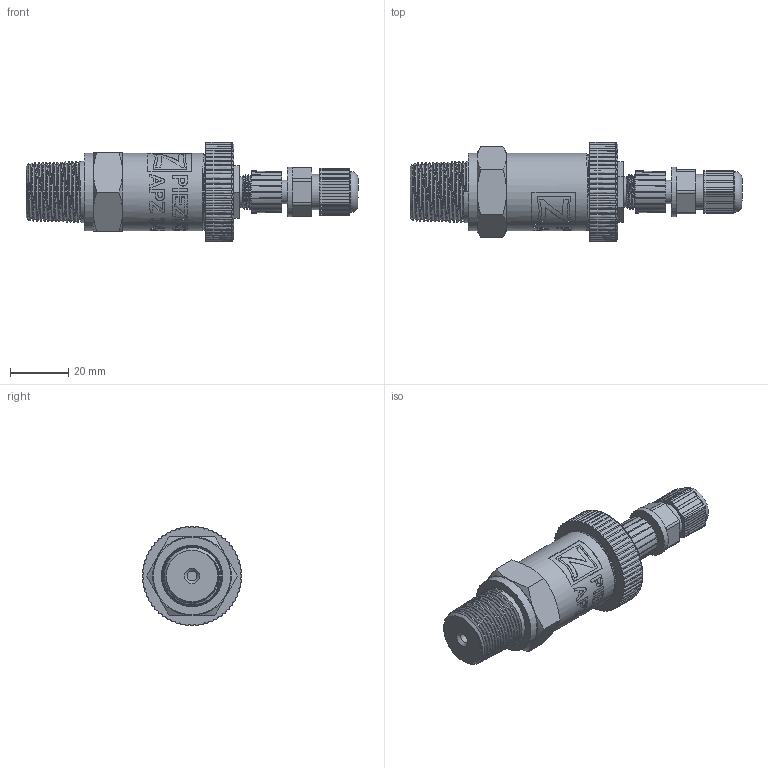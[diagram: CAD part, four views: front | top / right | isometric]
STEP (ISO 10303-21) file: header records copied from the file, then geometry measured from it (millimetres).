
FILE_DESCRIPTION(/* description */ (''),/* implementation_level */ '2;1');
FILE_NAME(/* name */ 'APZ3421_1''2NPT_M12x1-straight.step',/* time_stamp */ '2021-06-23T10:55:36+03:00',/* author */ (''),/* organization */ (''),/* preprocessor_version */ 'ST-DEVELOPER v18.1',/* originating_system */ 'Autodesk Translation Framework v10.9.0.1377',/* authorisation */ '');
FILE_SCHEMA (('AUTOMOTIVE_DESIGN { 1 0 10303 214 3 1 1 }'));
Products named in the file (6): APZ3421_1'2NPT_M12x1-straight; 1/2 NPT; OMAL nut M27x1.5 v8; M12x1 male v16; Ш100.000.002 v4; M12x1 female straight v9
Assembly tree (5 placements, depth 2):
  APZ3421_1'2NPT_M12x1-straight
    1/2 NPT
    OMAL nut M27x1.5 v8
    M12x1 male v16
    Ш100.000.002 v4
    M12x1 female straight v9
Bounding box: 113.55 x 34 x 34 mm (x, y, z)
Volume: 45484.7 mm3; surface area: 19271 mm2
Topology: 16 solids, 16 shells, 909 faces, 2519 edges, 1682 vertices
Faces by surface type: bspline 451, plane 262, cylinder 129, cone 63, torus 4
Full cylindrical faces by diameter (mm): 1 x12, 1.5 x4, 3.3 x1, 7.3 x1, 8 x3, 8.2 x1, 10.293 x1, 10.6 x2, 10.741 x6, 11.884 x5, 12 x1, 14 x2, 14.137 x4, 14.526 x3, 15.85 x3, 16.203 x3, 17 x1, 21.4 x2, 22.3 x1, 22.4 x1, 24.5 x1, 25.132 x4, 25.526 x4, 26.5 x6, 27.208 x5
Entity records: 67985 total; most frequent: CARTESIAN_POINT 47422, ORIENTED_EDGE 5038, DIRECTION 2851, EDGE_CURVE 2519, VERTEX_POINT 1682, LINE 1183, VECTOR 1183, EDGE_LOOP 964
